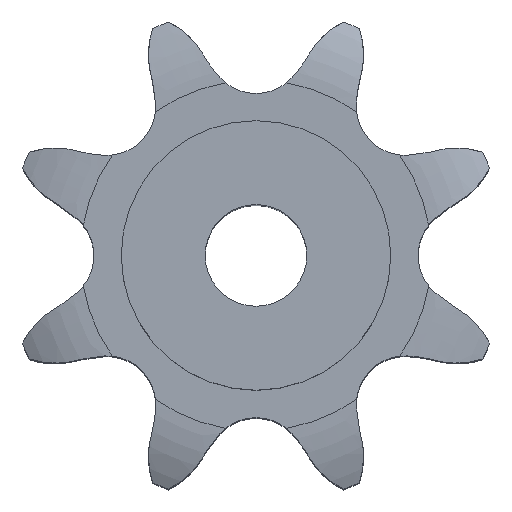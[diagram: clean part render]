
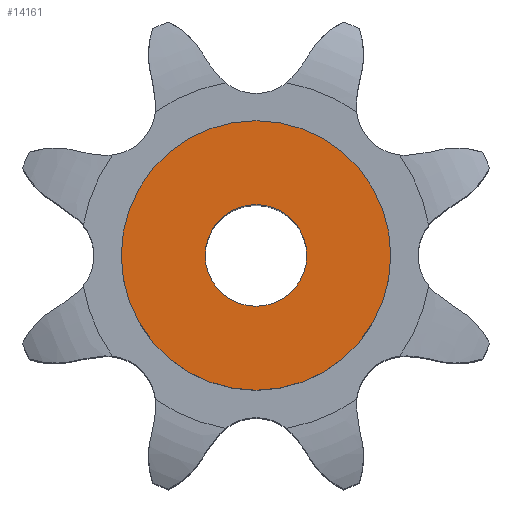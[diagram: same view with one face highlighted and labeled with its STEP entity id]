
A CAD part, top view. The second image highlights one B-rep face of the part: STEP entity #14161.
In plain terms, the highlighted planar face has unit normal (0, 0, 1).
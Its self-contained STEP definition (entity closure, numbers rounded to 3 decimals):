
#7826 = CYLINDRICAL_SURFACE('',#7827,10.);
#7827 = AXIS2_PLACEMENT_3D('',#7828,#7829,#7830);
#7828 = CARTESIAN_POINT('',(0.,0.,206.638));
#7829 = DIRECTION('',(0.,0.,1.));
#7830 = DIRECTION('',(1.,0.,0.));
#9758 = EDGE_CURVE('',#9759,#9759,#9761,.T.);
#9759 = VERTEX_POINT('',#9760);
#9760 = CARTESIAN_POINT('',(10.,0.,110.));
#9761 = SURFACE_CURVE('',#9762,(#9767,#9774),.PCURVE_S1.);
#9762 = CIRCLE('',#9763,10.);
#9763 = AXIS2_PLACEMENT_3D('',#9764,#9765,#9766);
#9764 = CARTESIAN_POINT('',(0.,0.,110.));
#9765 = DIRECTION('',(0.,0.,1.));
#9766 = DIRECTION('',(1.,0.,0.));
#9767 = PCURVE('',#7826,#9768);
#9768 = DEFINITIONAL_REPRESENTATION('',(#9769),#9773);
#9769 = LINE('',#9770,#9771);
#9770 = CARTESIAN_POINT('',(0.,-96.638));
#9771 = VECTOR('',#9772,1.);
#9772 = DIRECTION('',(1.,0.));
#9773 = ( GEOMETRIC_REPRESENTATION_CONTEXT(2) 
PARAMETRIC_REPRESENTATION_CONTEXT() REPRESENTATION_CONTEXT('2D SPACE',''
  ) );
#9774 = PCURVE('',#9775,#9780);
#9775 = PLANE('',#9776);
#9776 = AXIS2_PLACEMENT_3D('',#9777,#9778,#9779);
#9777 = CARTESIAN_POINT('',(0.,0.,110.)
  );
#9778 = DIRECTION('',(0.,0.,1.));
#9779 = DIRECTION('',(1.,0.,0.));
#9780 = DEFINITIONAL_REPRESENTATION('',(#9781),#9785);
#9781 = CIRCLE('',#9782,10.);
#9782 = AXIS2_PLACEMENT_2D('',#9783,#9784);
#9783 = CARTESIAN_POINT('',(0.,0.));
#9784 = DIRECTION('',(1.,0.));
#9785 = ( GEOMETRIC_REPRESENTATION_CONTEXT(2) 
PARAMETRIC_REPRESENTATION_CONTEXT() REPRESENTATION_CONTEXT('2D SPACE',''
  ) );
#14161 = ADVANCED_FACE('',(#14162,#14193),#9775,.T.);
#14162 = FACE_BOUND('',#14163,.T.);
#14163 = EDGE_LOOP('',(#14164));
#14164 = ORIENTED_EDGE('',*,*,#14165,.T.);
#14165 = EDGE_CURVE('',#14166,#14166,#14168,.T.);
#14166 = VERTEX_POINT('',#14167);
#14167 = CARTESIAN_POINT('',(26.5,0.,110.));
#14168 = SURFACE_CURVE('',#14169,(#14174,#14181),.PCURVE_S1.);
#14169 = CIRCLE('',#14170,26.5);
#14170 = AXIS2_PLACEMENT_3D('',#14171,#14172,#14173);
#14171 = CARTESIAN_POINT('',(0.,0.,110.));
#14172 = DIRECTION('',(0.,0.,1.));
#14173 = DIRECTION('',(1.,0.,0.));
#14174 = PCURVE('',#9775,#14175);
#14175 = DEFINITIONAL_REPRESENTATION('',(#14176),#14180);
#14176 = CIRCLE('',#14177,26.5);
#14177 = AXIS2_PLACEMENT_2D('',#14178,#14179);
#14178 = CARTESIAN_POINT('',(0.,0.));
#14179 = DIRECTION('',(1.,0.));
#14180 = ( GEOMETRIC_REPRESENTATION_CONTEXT(2) 
PARAMETRIC_REPRESENTATION_CONTEXT() REPRESENTATION_CONTEXT('2D SPACE',''
  ) );
#14181 = PCURVE('',#14182,#14187);
#14182 = CYLINDRICAL_SURFACE('',#14183,26.5);
#14183 = AXIS2_PLACEMENT_3D('',#14184,#14185,#14186);
#14184 = CARTESIAN_POINT('',(0.,0.,0.));
#14185 = DIRECTION('',(-0.,-0.,-1.));
#14186 = DIRECTION('',(1.,0.,0.));
#14187 = DEFINITIONAL_REPRESENTATION('',(#14188),#14192);
#14188 = LINE('',#14189,#14190);
#14189 = CARTESIAN_POINT('',(-0.,-110.));
#14190 = VECTOR('',#14191,1.);
#14191 = DIRECTION('',(-1.,0.));
#14192 = ( GEOMETRIC_REPRESENTATION_CONTEXT(2) 
PARAMETRIC_REPRESENTATION_CONTEXT() REPRESENTATION_CONTEXT('2D SPACE',''
  ) );
#14193 = FACE_BOUND('',#14194,.T.);
#14194 = EDGE_LOOP('',(#14195));
#14195 = ORIENTED_EDGE('',*,*,#9758,.F.);
